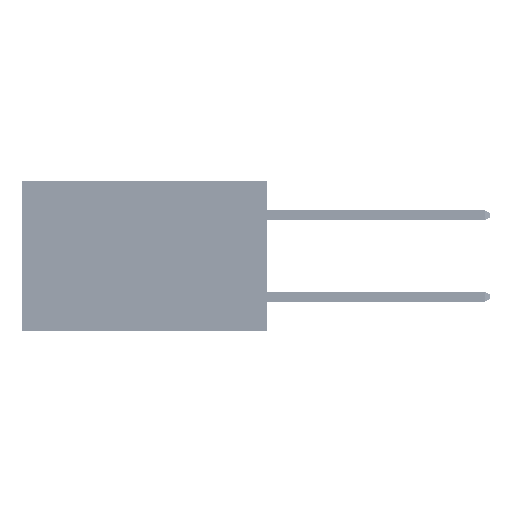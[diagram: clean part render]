
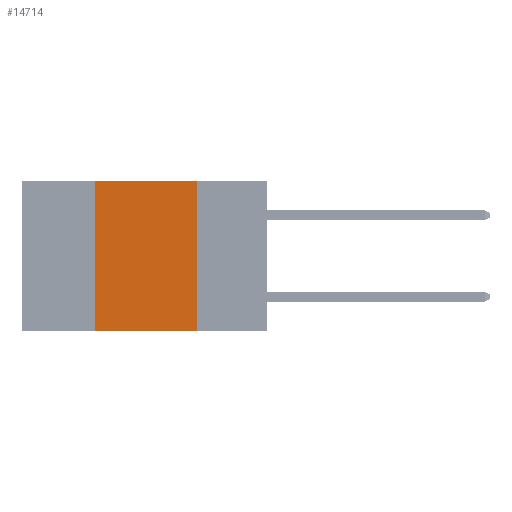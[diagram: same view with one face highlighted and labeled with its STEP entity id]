
A CAD part, left-side view. The second image highlights one B-rep face of the part: STEP entity #14714.
In plain terms, the highlighted planar face has unit normal (-1, 0, 0).
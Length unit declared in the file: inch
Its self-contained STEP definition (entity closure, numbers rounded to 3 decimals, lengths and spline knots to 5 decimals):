
#2376 = LINE ( 'NONE', #37678, #10261 ) ;
#6412 = ORIENTED_EDGE ( 'NONE', *, *, #24160, .F. ) ;
#9417 = VERTEX_POINT ( 'NONE', #47423 ) ;
#10261 = VECTOR ( 'NONE', #13815, 39.37008 ) ;
#10679 = PLANE ( 'NONE',  #22510 ) ;
#11720 = EDGE_LOOP ( 'NONE', ( #36894, #25394, #6412, #26492 ) ) ;
#12402 = CARTESIAN_POINT ( 'NONE',  ( 0., 0.17, -0.37 ) ) ;
#13815 = DIRECTION ( 'NONE',  ( 0., 0., 1. ) ) ;
#13885 = CARTESIAN_POINT ( 'NONE',  ( 0., 0.6, 0. ) ) ;
#13925 = VERTEX_POINT ( 'NONE', #12402 ) ;
#14714 = ADVANCED_FACE ( 'NONE', ( #30038 ), #10679, .F. ) ;
#17396 = EDGE_CURVE ( 'NONE', #35626, #13925, #20928, .T. ) ;
#19019 = CARTESIAN_POINT ( 'NONE',  ( 0., 0.17, 0. ) ) ;
#20928 = LINE ( 'NONE', #44539, #29360 ) ;
#21014 = LINE ( 'NONE', #29467, #45595 ) ;
#22308 = DIRECTION ( 'NONE',  ( 0., -1., 0. ) ) ;
#22356 = DIRECTION ( 'NONE',  ( 1., 0., 0. ) ) ;
#22510 = AXIS2_PLACEMENT_3D ( 'NONE', #13885, #22356, #34288 ) ;
#24160 = EDGE_CURVE ( 'NONE', #9417, #31437, #2376, .T. ) ;
#25394 = ORIENTED_EDGE ( 'NONE', *, *, #38273, .F. ) ;
#26492 = ORIENTED_EDGE ( 'NONE', *, *, #45089, .T. ) ;
#29360 = VECTOR ( 'NONE', #36561, 39.37008 ) ;
#29467 = CARTESIAN_POINT ( 'NONE',  ( 0., 0.6, 0. ) ) ;
#30038 = FACE_OUTER_BOUND ( 'NONE', #11720, .T. ) ;
#31437 = VERTEX_POINT ( 'NONE', #47936 ) ;
#34288 = DIRECTION ( 'NONE',  ( 0., 0., -1. ) ) ;
#35626 = VERTEX_POINT ( 'NONE', #19019 ) ;
#35754 = VECTOR ( 'NONE', #50463, 39.37008 ) ;
#36561 = DIRECTION ( 'NONE',  ( 0., 0., -1. ) ) ;
#36894 = ORIENTED_EDGE ( 'NONE', *, *, #17396, .F. ) ;
#37678 = CARTESIAN_POINT ( 'NONE',  ( 0., 0.42, 0. ) ) ;
#38273 = EDGE_CURVE ( 'NONE', #31437, #35626, #21014, .T. ) ;
#42475 = CARTESIAN_POINT ( 'NONE',  ( 0., 0.6, -0.37 ) ) ;
#44539 = CARTESIAN_POINT ( 'NONE',  ( 0., 0.17, 0. ) ) ;
#45089 = EDGE_CURVE ( 'NONE', #9417, #13925, #47262, .T. ) ;
#45595 = VECTOR ( 'NONE', #22308, 39.37008 ) ;
#47262 = LINE ( 'NONE', #42475, #35754 ) ;
#47423 = CARTESIAN_POINT ( 'NONE',  ( 0., 0.42, -0.37 ) ) ;
#47936 = CARTESIAN_POINT ( 'NONE',  ( 0., 0.42, 0. ) ) ;
#50463 = DIRECTION ( 'NONE',  ( 0., -1., 0. ) ) ;
